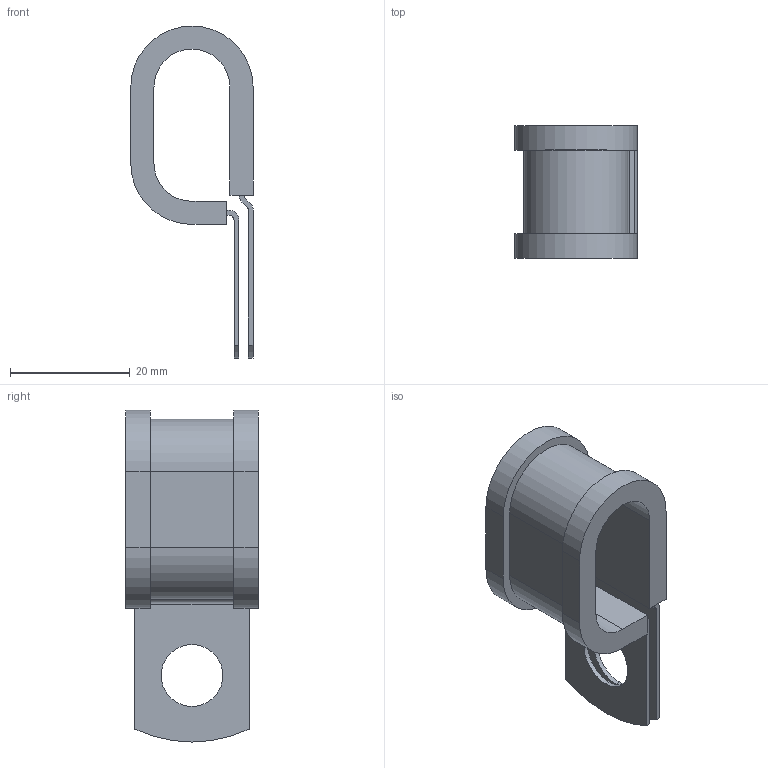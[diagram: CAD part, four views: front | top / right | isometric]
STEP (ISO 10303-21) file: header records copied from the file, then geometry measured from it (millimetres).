
FILE_DESCRIPTION (( 'STEP AP214' ), '1' );
FILE_NAME ('CDL0813SS.step', '2018-10-29T14:58:58', ( 'User' ), ( 'Microsoft' ), 'SwSTEP 2.0', 'SolidWorks 2018', '' );
FILE_SCHEMA (( 'AUTOMOTIVE_DESIGN' ));
Length unit declared in the file: inch
Products named in the file (1): CDL0813SS
Bounding box: 20.44 x 22.1 x 55.42 mm (x, y, z)
Volume: 5361.6 mm3; surface area: 5918 mm2
Topology: 1 solids, 1 shells, 52 faces, 148 edges, 98 vertices
Faces by surface type: plane 31, cylinder 21
Entity records: 2019 total; most frequent: CARTESIAN_POINT 299, ORIENTED_EDGE 296, DIRECTION 296, EDGE_CURVE 148, LINE 106, VECTOR 106, VERTEX_POINT 98, AXIS2_PLACEMENT_3D 95
